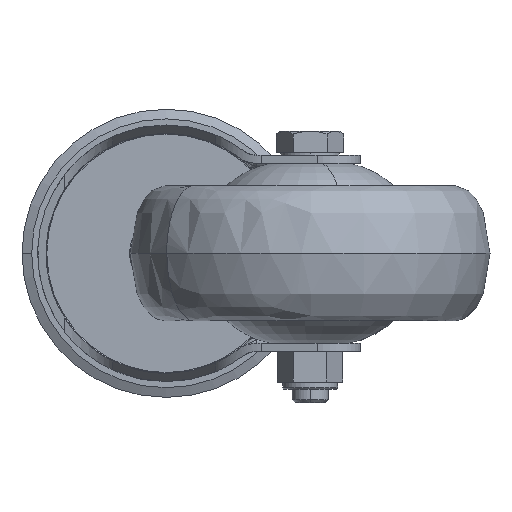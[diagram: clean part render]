
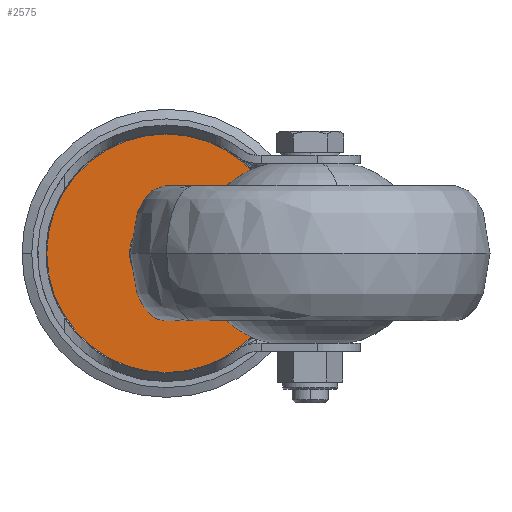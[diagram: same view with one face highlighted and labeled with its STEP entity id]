
A CAD part, front view. The second image highlights one B-rep face of the part: STEP entity #2575.
In plain terms, the highlighted planar face has unit normal (0, -1, 0).
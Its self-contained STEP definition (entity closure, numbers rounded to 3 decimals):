
#743 = VERTEX_POINT ( 'NONE', #2508 ) ;
#755 = DIRECTION ( 'NONE',  ( 0., 1., 0. ) ) ;
#1036 = DIRECTION ( 'NONE',  ( 0., 0., 1. ) ) ;
#1048 = VERTEX_POINT ( 'NONE', #1184 ) ;
#1184 = CARTESIAN_POINT ( 'NONE',  ( 2.954, 20.189, -8.1 ) ) ;
#1510 = DIRECTION ( 'NONE',  ( 0., 0., 1. ) ) ;
#1568 = PLANE ( 'NONE',  #9881 ) ;
#1743 = DIRECTION ( 'NONE',  ( 0., 1., 0. ) ) ;
#2450 = AXIS2_PLACEMENT_3D ( 'NONE', #4355, #1743, #5993 ) ;
#2475 = ORIENTED_EDGE ( 'NONE', *, *, #10859, .T. ) ;
#2498 = VERTEX_POINT ( 'NONE', #4846 ) ;
#2508 = CARTESIAN_POINT ( 'NONE',  ( 2.954, 20.189, -26.5 ) ) ;
#2575 = ADVANCED_FACE ( 'NONE', ( #7587, #8377 ), #1568, .F. ) ;
#2626 = EDGE_LOOP ( 'NONE', ( #7322, #5462 ) ) ;
#3188 = DIRECTION ( 'NONE',  ( 0., 0., 1. ) ) ;
#3315 = DIRECTION ( 'NONE',  ( 0., 1., 0. ) ) ;
#3371 = CARTESIAN_POINT ( 'NONE',  ( 2.954, 20.189, 0. ) ) ;
#3594 = CARTESIAN_POINT ( 'NONE',  ( 2.954, 20.189, 0. ) ) ;
#3780 = EDGE_CURVE ( 'NONE', #10550, #743, #4797, .T. ) ;
#3923 = AXIS2_PLACEMENT_3D ( 'NONE', #8933, #4651, #1036 ) ;
#4355 = CARTESIAN_POINT ( 'NONE',  ( 2.954, 20.189, 0. ) ) ;
#4394 = AXIS2_PLACEMENT_3D ( 'NONE', #7462, #755, #3188 ) ;
#4651 = DIRECTION ( 'NONE',  ( 0., 1., 0. ) ) ;
#4765 = CIRCLE ( 'NONE', #4394, 8.1 ) ;
#4797 = CIRCLE ( 'NONE', #2450, 26.5 ) ;
#4846 = CARTESIAN_POINT ( 'NONE',  ( 2.954, 20.189, 8.1 ) ) ;
#5433 = EDGE_CURVE ( 'NONE', #1048, #2498, #5901, .T. ) ;
#5462 = ORIENTED_EDGE ( 'NONE', *, *, #5992, .F. ) ;
#5739 = ORIENTED_EDGE ( 'NONE', *, *, #5433, .T. ) ;
#5901 = CIRCLE ( 'NONE', #3923, 8.1 ) ;
#5992 = EDGE_CURVE ( 'NONE', #743, #10550, #7515, .T. ) ;
#5993 = DIRECTION ( 'NONE',  ( 0., 0., 1. ) ) ;
#6623 = AXIS2_PLACEMENT_3D ( 'NONE', #3594, #9201, #10944 ) ;
#7296 = EDGE_LOOP ( 'NONE', ( #2475, #5739 ) ) ;
#7322 = ORIENTED_EDGE ( 'NONE', *, *, #3780, .F. ) ;
#7462 = CARTESIAN_POINT ( 'NONE',  ( 2.954, 20.189, 0. ) ) ;
#7515 = CIRCLE ( 'NONE', #6623, 26.5 ) ;
#7587 = FACE_BOUND ( 'NONE', #7296, .T. ) ;
#8377 = FACE_OUTER_BOUND ( 'NONE', #2626, .T. ) ;
#8933 = CARTESIAN_POINT ( 'NONE',  ( 2.954, 20.189, 0. ) ) ;
#9201 = DIRECTION ( 'NONE',  ( 0., 1., 0. ) ) ;
#9881 = AXIS2_PLACEMENT_3D ( 'NONE', #3371, #3315, #1510 ) ;
#10023 = CARTESIAN_POINT ( 'NONE',  ( 2.954, 20.189, 26.5 ) ) ;
#10550 = VERTEX_POINT ( 'NONE', #10023 ) ;
#10859 = EDGE_CURVE ( 'NONE', #2498, #1048, #4765, .T. ) ;
#10944 = DIRECTION ( 'NONE',  ( 0., 0., 1. ) ) ;
